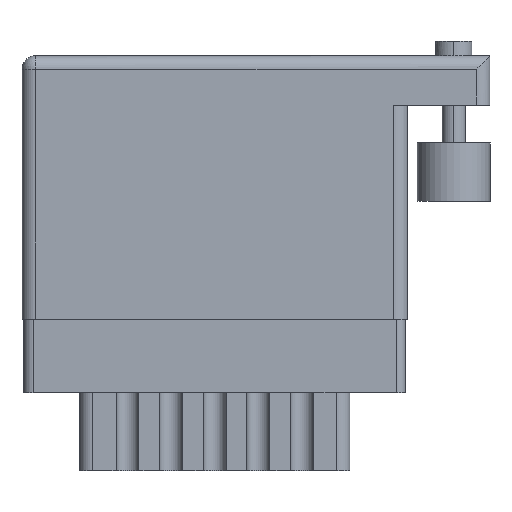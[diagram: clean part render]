
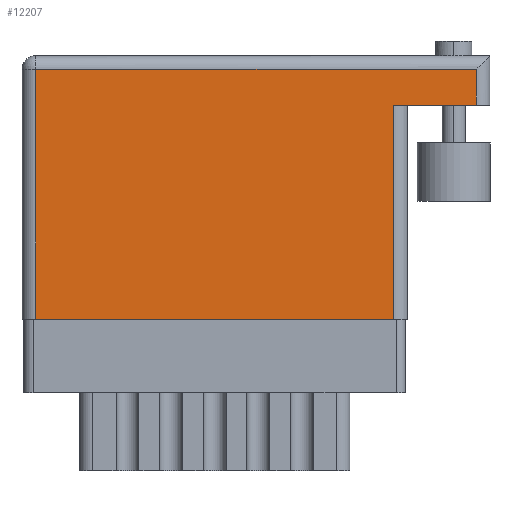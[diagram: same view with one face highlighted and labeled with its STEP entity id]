
A CAD part, front view. The second image highlights one B-rep face of the part: STEP entity #12207.
In plain terms, the highlighted face is planar.
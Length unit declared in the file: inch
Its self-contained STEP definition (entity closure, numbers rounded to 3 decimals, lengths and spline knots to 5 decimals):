
#515 = AXIS2_PLACEMENT_3D ( 'NONE', #1856, #15517, #20273 ) ;
#881 = VERTEX_POINT ( 'NONE', #11043 ) ;
#1312 = CARTESIAN_POINT ( 'NONE',  ( 1.562, 0.736, 0. ) ) ;
#1691 = ORIENTED_EDGE ( 'NONE', *, *, #18431, .T. ) ;
#1783 = CARTESIAN_POINT ( 'NONE',  ( 0., 0., 0. ) ) ;
#1856 = CARTESIAN_POINT ( 'NONE',  ( 0., 0.906, 0. ) ) ;
#2618 = LINE ( 'NONE', #11779, #3714 ) ;
#2715 = ORIENTED_EDGE ( 'NONE', *, *, #12503, .T. ) ;
#3289 = VERTEX_POINT ( 'NONE', #1312 ) ;
#3714 = VECTOR ( 'NONE', #5577, 39.37008 ) ;
#4351 = CARTESIAN_POINT ( 'NONE',  ( 1.278, 0.736, 0. ) ) ;
#4667 = VERTEX_POINT ( 'NONE', #19939 ) ;
#4747 = LINE ( 'NONE', #1783, #19545 ) ;
#4979 = EDGE_CURVE ( 'NONE', #4667, #6755, #15050, .T. ) ;
#5184 = EDGE_LOOP ( 'NONE', ( #8830, #11634, #13945, #2715, #7251, #1691 ) ) ;
#5214 = CARTESIAN_POINT ( 'NONE',  ( 1.562, 0.906, 0. ) ) ;
#5577 = DIRECTION ( 'NONE',  ( -1., 0., 0. ) ) ;
#6148 = EDGE_CURVE ( 'NONE', #881, #14725, #2618, .T. ) ;
#6755 = VERTEX_POINT ( 'NONE', #4351 ) ;
#7195 = PLANE ( 'NONE',  #515 ) ;
#7251 = ORIENTED_EDGE ( 'NONE', *, *, #6148, .T. ) ;
#7319 = EDGE_CURVE ( 'NONE', #3289, #6755, #18268, .T. ) ;
#8830 = ORIENTED_EDGE ( 'NONE', *, *, #11747, .T. ) ;
#9064 = VECTOR ( 'NONE', #15042, 39.37008 ) ;
#10316 = LINE ( 'NONE', #16918, #11941 ) ;
#10465 = DIRECTION ( 'NONE',  ( -1., 0., 0. ) ) ;
#11043 = CARTESIAN_POINT ( 'NONE',  ( 1.562, 0.859, 0. ) ) ;
#11634 = ORIENTED_EDGE ( 'NONE', *, *, #4979, .T. ) ;
#11747 = EDGE_CURVE ( 'NONE', #12232, #4667, #4747, .T. ) ;
#11779 = CARTESIAN_POINT ( 'NONE',  ( 0., 0.859, 0. ) ) ;
#11941 = VECTOR ( 'NONE', #12052, 39.37008 ) ;
#12052 = DIRECTION ( 'NONE',  ( 0., -1., 0. ) ) ;
#12207 = ADVANCED_FACE ( 'NONE', ( #17030 ), #7195, .F. ) ;
#12232 = VERTEX_POINT ( 'NONE', #16710 ) ;
#12503 = EDGE_CURVE ( 'NONE', #3289, #881, #18400, .T. ) ;
#13639 = CARTESIAN_POINT ( 'NONE',  ( 1.278, 0.736, 0. ) ) ;
#13945 = ORIENTED_EDGE ( 'NONE', *, *, #7319, .F. ) ;
#14725 = VERTEX_POINT ( 'NONE', #17798 ) ;
#15022 = CARTESIAN_POINT ( 'NONE',  ( 1.609, 0.736, 0. ) ) ;
#15042 = DIRECTION ( 'NONE',  ( 0., 1., 0. ) ) ;
#15050 = LINE ( 'NONE', #13639, #17412 ) ;
#15517 = DIRECTION ( 'NONE',  ( 0., 0., -1. ) ) ;
#15777 = VECTOR ( 'NONE', #10465, 39.37008 ) ;
#16710 = CARTESIAN_POINT ( 'NONE',  ( 0.047, 0., 0. ) ) ;
#16918 = CARTESIAN_POINT ( 'NONE',  ( 0.047, 0., 0. ) ) ;
#17030 = FACE_OUTER_BOUND ( 'NONE', #5184, .T. ) ;
#17412 = VECTOR ( 'NONE', #18407, 39.37008 ) ;
#17798 = CARTESIAN_POINT ( 'NONE',  ( 0.047, 0.859, 0. ) ) ;
#17946 = DIRECTION ( 'NONE',  ( 1., 0., 0. ) ) ;
#18268 = LINE ( 'NONE', #15022, #15777 ) ;
#18400 = LINE ( 'NONE', #5214, #9064 ) ;
#18407 = DIRECTION ( 'NONE',  ( 0., 1., 0. ) ) ;
#18431 = EDGE_CURVE ( 'NONE', #14725, #12232, #10316, .T. ) ;
#19545 = VECTOR ( 'NONE', #17946, 39.37008 ) ;
#19939 = CARTESIAN_POINT ( 'NONE',  ( 1.278, 0., 0. ) ) ;
#20273 = DIRECTION ( 'NONE',  ( -1., 0., 0. ) ) ;
